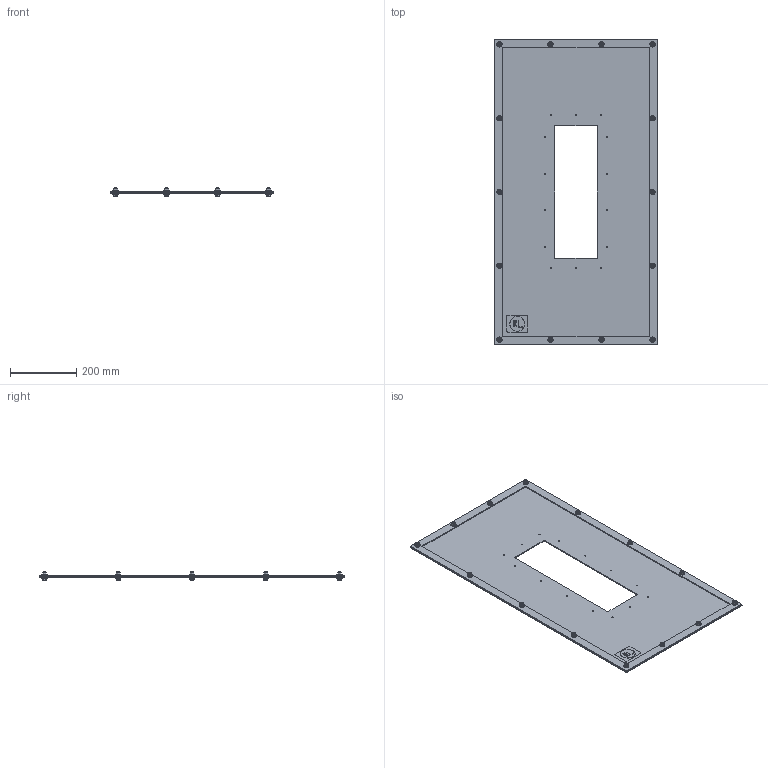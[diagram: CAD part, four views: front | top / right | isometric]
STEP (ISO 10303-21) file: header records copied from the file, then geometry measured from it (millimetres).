
FILE_DESCRIPTION(/* description */ ('36-1/4" X 19-13/32" DRIVE COVER PLATE'),/* implementation_level */ '2;1');
FILE_NAME(/* name */ 'DF52CVPF2.stp',/* time_stamp */ '2017-09-06T13:47:18+05:00',/* author */ ('vdas'),/* organization */ (''),/* preprocessor_version */ 'ST-DEVELOPER v16.1',/* originating_system */ 'Autodesk Inventor 2016',/* authorisation */ '');
FILE_SCHEMA (('AUTOMOTIVE_DESIGN { 1 0 10303 214 3 1 1 }'));
Length unit declared in the file: inch
Products named in the file (9): DF52CVPF2; DF52CVPGSKT; 30221; 3905; 3907; 34929; 10 GA TO 14 GA w 0.125 Comp; 34466; DF52CVPF2_1
Assembly tree (21 placements, depth 3):
  DF52CVPF2_1
    DF52CVPF2
    DF52CVPGSKT
    10 GA TO 14 GA w 0.125 Comp  x14
      30221
      3905
      3907
      34929
    34466
Bounding box: 492.92 x 920.75 x 24.22 mm (x, y, z)
Volume: 1529573.7 mm3; surface area: 1012621.6 mm2
Topology: 59 solids, 59 shells, 840 faces, 1815 edges, 1126 vertices
Faces by surface type: plane 440, cylinder 190, cone 154, bspline 28, torus 28
Full cylindrical faces by diameter (mm): 3.505 x14, 4.978 x14, 5.556 x14, 5.969 x14, 6.35 x14, 6.985 x14, 7.144 x14, 7.366 x14, 11.049 x14, 11.125 x14, 15.24 x14, 15.875 x14, 16.51 x14, 44.45 x1, 44.958 x1
Entity records: 4829 total; most frequent: CARTESIAN_POINT 834, DIRECTION 783, ORIENTED_EDGE 618, AXIS2_PLACEMENT_3D 321, EDGE_LOOP 313, EDGE_CURVE 309, VERTEX_POINT 240, FACE_BOUND 162
